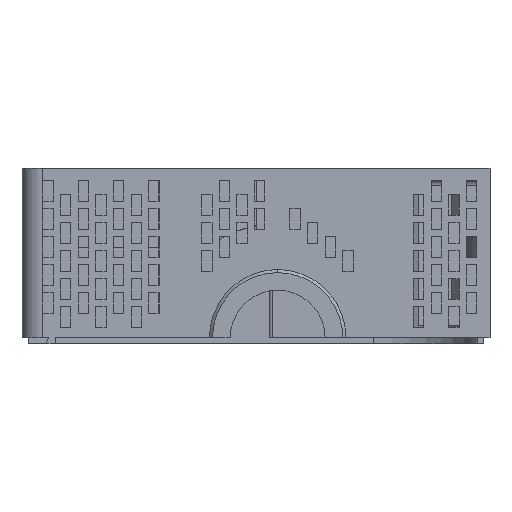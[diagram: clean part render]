
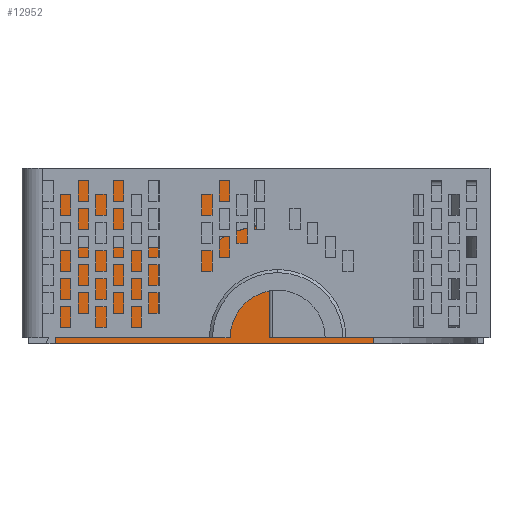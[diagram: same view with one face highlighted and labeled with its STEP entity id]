
A CAD part, front view. The second image highlights one B-rep face of the part: STEP entity #12952.
In plain terms, the highlighted planar face has unit normal (0, -1, 0).
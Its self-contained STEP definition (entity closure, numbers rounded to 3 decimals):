
#88 = CARTESIAN_POINT ( 'NONE',  ( -10.938, 91.729, -141.045 ) ) ;
#749 = VERTEX_POINT ( 'NONE', #24237 ) ;
#798 = DIRECTION ( 'NONE',  ( -1., 0., 0. ) ) ;
#925 = DIRECTION ( 'NONE',  ( 1., 0., 0. ) ) ;
#1082 = VERTEX_POINT ( 'NONE', #8971 ) ;
#1350 = EDGE_CURVE ( 'NONE', #23866, #1802, #16828, .T. ) ;
#1473 = DIRECTION ( 'NONE',  ( 0., 0., 1. ) ) ;
#1651 = ORIENTED_EDGE ( 'NONE', *, *, #5765, .T. ) ;
#1748 = CARTESIAN_POINT ( 'NONE',  ( 0., 91.729, -142.245 ) ) ;
#1802 = VERTEX_POINT ( 'NONE', #13270 ) ;
#1838 = VERTEX_POINT ( 'NONE', #8351 ) ;
#2085 = ORIENTED_EDGE ( 'NONE', *, *, #30167, .T. ) ;
#2166 = CARTESIAN_POINT ( 'NONE',  ( -29.438, 91.729, -119.695 ) ) ;
#2883 = CARTESIAN_POINT ( 'NONE',  ( -29.438, 91.729, -110.745 ) ) ;
#2982 = EDGE_CURVE ( 'NONE', #28974, #1838, #13897, .T. ) ;
#3003 = VECTOR ( 'NONE', #25769, 1000. ) ;
#3068 = LINE ( 'NONE', #21844, #15073 ) ;
#3196 = LINE ( 'NONE', #7962, #27473 ) ;
#3965 = LINE ( 'NONE', #4282, #9641 ) ;
#4252 = ORIENTED_EDGE ( 'NONE', *, *, #23156, .F. ) ;
#4282 = CARTESIAN_POINT ( 'NONE',  ( -29.438, 91.729, -130.045 ) ) ;
#4514 = CARTESIAN_POINT ( 'NONE',  ( -31.188, 91.729, -110.745 ) ) ;
#4895 = DIRECTION ( 'NONE',  ( -1., 0., 0. ) ) ;
#4990 = CARTESIAN_POINT ( 'NONE',  ( -10.938, 91.729, -142.245 ) ) ;
#5214 = VECTOR ( 'NONE', #12213, 1000. ) ;
#5385 = CARTESIAN_POINT ( 'NONE',  ( -29.438, 91.729, -119.695 ) ) ;
#5728 = DIRECTION ( 'NONE',  ( -1., 0., 0. ) ) ;
#5765 = EDGE_CURVE ( 'NONE', #16492, #29991, #25903, .T. ) ;
#6110 = LINE ( 'NONE', #17982, #9104 ) ;
#6275 = ORIENTED_EDGE ( 'NONE', *, *, #9072, .T. ) ;
#6700 = VERTEX_POINT ( 'NONE', #24357 ) ;
#7781 = CARTESIAN_POINT ( 'NONE',  ( 0., 91.729, -141.045 ) ) ;
#7812 = LINE ( 'NONE', #22251, #21760 ) ;
#7871 = ORIENTED_EDGE ( 'NONE', *, *, #27277, .T. ) ;
#7962 = CARTESIAN_POINT ( 'NONE',  ( -29.438, 91.729, -119.695 ) ) ;
#8324 = ORIENTED_EDGE ( 'NONE', *, *, #19049, .T. ) ;
#8351 = CARTESIAN_POINT ( 'NONE',  ( -73.888, 91.729, -119.695 ) ) ;
#8892 = DIRECTION ( 'NONE',  ( 1., 0., 0. ) ) ;
#8971 = CARTESIAN_POINT ( 'NONE',  ( -31.188, 91.729, -130.045 ) ) ;
#9072 = EDGE_CURVE ( 'NONE', #28576, #26317, #23171, .T. ) ;
#9082 = CARTESIAN_POINT ( 'NONE',  ( -33.588, 91.729, -141.045 ) ) ;
#9104 = VECTOR ( 'NONE', #27675, 1000. ) ;
#9316 = DIRECTION ( 'NONE',  ( 0., 0., -1. ) ) ;
#9641 = VECTOR ( 'NONE', #13950, 1000. ) ;
#9727 = DIRECTION ( 'NONE',  ( 0., 0., 1. ) ) ;
#9753 = EDGE_LOOP ( 'NONE', ( #7871, #23656, #2085, #31117, #4252, #15446, #1651, #17714, #8324, #13557, #28381, #13647, #14232, #27912, #26953, #16931, #18795, #6275 ) ) ;
#10074 = EDGE_CURVE ( 'NONE', #29991, #6700, #22508, .T. ) ;
#10121 = EDGE_CURVE ( 'NONE', #20190, #17561, #22666, .T. ) ;
#10185 = VERTEX_POINT ( 'NONE', #28355 ) ;
#10516 = VERTEX_POINT ( 'NONE', #4514 ) ;
#10853 = LINE ( 'NONE', #23389, #3003 ) ;
#11312 = CARTESIAN_POINT ( 'NONE',  ( -33.588, 91.729, -119.695 ) ) ;
#11576 = EDGE_CURVE ( 'NONE', #28974, #28576, #3068, .T. ) ;
#11751 = CARTESIAN_POINT ( 'NONE',  ( -56.138, 91.729, -119.695 ) ) ;
#11977 = VECTOR ( 'NONE', #5728, 1000. ) ;
#12078 = VECTOR ( 'NONE', #8892, 1000. ) ;
#12135 = LINE ( 'NONE', #4990, #15340 ) ;
#12213 = DIRECTION ( 'NONE',  ( -1., 0., 0. ) ) ;
#12433 = EDGE_CURVE ( 'NONE', #749, #24805, #24618, .T. ) ;
#12569 = CARTESIAN_POINT ( 'NONE',  ( -73.888, 91.729, -110.745 ) ) ;
#12952 = ADVANCED_FACE ( 'NONE', ( #31228 ), #16462, .F. ) ;
#13270 = CARTESIAN_POINT ( 'NONE',  ( -56.138, 91.729, -110.745 ) ) ;
#13412 = CARTESIAN_POINT ( 'NONE',  ( -33.588, 91.729, -130.045 ) ) ;
#13557 = ORIENTED_EDGE ( 'NONE', *, *, #12433, .T. ) ;
#13647 = ORIENTED_EDGE ( 'NONE', *, *, #25542, .T. ) ;
#13897 = LINE ( 'NONE', #2166, #14043 ) ;
#13950 = DIRECTION ( 'NONE',  ( 1., 0., 0. ) ) ;
#14043 = VECTOR ( 'NONE', #26451, 1000. ) ;
#14232 = ORIENTED_EDGE ( 'NONE', *, *, #1350, .T. ) ;
#14284 = VERTEX_POINT ( 'NONE', #16467 ) ;
#14324 = CARTESIAN_POINT ( 'NONE',  ( -73.888, 91.729, -141.045 ) ) ;
#14355 = DIRECTION ( 'NONE',  ( 0., 0., 1. ) ) ;
#14758 = CARTESIAN_POINT ( 'NONE',  ( -53.738, 91.729, -110.745 ) ) ;
#15073 = VECTOR ( 'NONE', #9316, 1000. ) ;
#15340 = VECTOR ( 'NONE', #19424, 1000. ) ;
#15446 = ORIENTED_EDGE ( 'NONE', *, *, #22424, .F. ) ;
#16462 = PLANE ( 'NONE',  #20584 ) ;
#16467 = CARTESIAN_POINT ( 'NONE',  ( -18.938, 91.729, -110.745 ) ) ;
#16492 = VERTEX_POINT ( 'NONE', #13412 ) ;
#16743 = CARTESIAN_POINT ( 'NONE',  ( -31.188, 91.729, -141.045 ) ) ;
#16812 = CARTESIAN_POINT ( 'NONE',  ( -29.438, 91.729, -110.745 ) ) ;
#16828 = LINE ( 'NONE', #26515, #26666 ) ;
#16931 = ORIENTED_EDGE ( 'NONE', *, *, #2982, .F. ) ;
#17539 = CARTESIAN_POINT ( 'NONE',  ( -76.288, 91.729, -142.245 ) ) ;
#17561 = VERTEX_POINT ( 'NONE', #88 ) ;
#17714 = ORIENTED_EDGE ( 'NONE', *, *, #10074, .T. ) ;
#17806 = CARTESIAN_POINT ( 'NONE',  ( -10.938, 91.729, -142.245 ) ) ;
#17923 = CARTESIAN_POINT ( 'NONE',  ( -76.288, 91.729, -119.695 ) ) ;
#17982 = CARTESIAN_POINT ( 'NONE',  ( -53.738, 91.729, -141.045 ) ) ;
#18795 = ORIENTED_EDGE ( 'NONE', *, *, #11576, .T. ) ;
#18933 = EDGE_CURVE ( 'NONE', #24805, #10185, #6110, .T. ) ;
#19049 = EDGE_CURVE ( 'NONE', #6700, #749, #10853, .T. ) ;
#19331 = CARTESIAN_POINT ( 'NONE',  ( -29.438, 91.729, -141.045 ) ) ;
#19424 = DIRECTION ( 'NONE',  ( 0., 0., 1. ) ) ;
#19621 = VECTOR ( 'NONE', #26388, 1000. ) ;
#19652 = LINE ( 'NONE', #16812, #5214 ) ;
#20190 = VERTEX_POINT ( 'NONE', #29524 ) ;
#20550 = EDGE_CURVE ( 'NONE', #14284, #10516, #24096, .T. ) ;
#20584 = AXIS2_PLACEMENT_3D ( 'NONE', #19331, #28545, #29020 ) ;
#21760 = VECTOR ( 'NONE', #30596, 1000. ) ;
#21844 = CARTESIAN_POINT ( 'NONE',  ( -76.288, 91.729, -141.045 ) ) ;
#22251 = CARTESIAN_POINT ( 'NONE',  ( -18.938, 91.729, -141.045 ) ) ;
#22424 = EDGE_CURVE ( 'NONE', #16492, #1082, #3965, .T. ) ;
#22508 = LINE ( 'NONE', #5385, #28341 ) ;
#22666 = LINE ( 'NONE', #7781, #31407 ) ;
#23156 = EDGE_CURVE ( 'NONE', #1082, #10516, #29576, .T. ) ;
#23171 = LINE ( 'NONE', #1748, #12078 ) ;
#23208 = VECTOR ( 'NONE', #4895, 1000. ) ;
#23371 = VECTOR ( 'NONE', #9727, 1000. ) ;
#23389 = CARTESIAN_POINT ( 'NONE',  ( -35.988, 91.729, -141.045 ) ) ;
#23656 = ORIENTED_EDGE ( 'NONE', *, *, #10121, .F. ) ;
#23866 = VERTEX_POINT ( 'NONE', #11751 ) ;
#24096 = LINE ( 'NONE', #26963, #23208 ) ;
#24237 = CARTESIAN_POINT ( 'NONE',  ( -35.988, 91.729, -110.745 ) ) ;
#24357 = CARTESIAN_POINT ( 'NONE',  ( -35.988, 91.729, -119.695 ) ) ;
#24424 = EDGE_CURVE ( 'NONE', #1838, #30226, #29545, .T. ) ;
#24618 = LINE ( 'NONE', #2883, #11977 ) ;
#24805 = VERTEX_POINT ( 'NONE', #14758 ) ;
#25200 = DIRECTION ( 'NONE',  ( -1., 0., 0. ) ) ;
#25346 = VECTOR ( 'NONE', #14355, 1000. ) ;
#25542 = EDGE_CURVE ( 'NONE', #10185, #23866, #3196, .T. ) ;
#25769 = DIRECTION ( 'NONE',  ( 0., 0., 1. ) ) ;
#25903 = LINE ( 'NONE', #9082, #19621 ) ;
#26317 = VERTEX_POINT ( 'NONE', #17806 ) ;
#26388 = DIRECTION ( 'NONE',  ( 0., 0., 1. ) ) ;
#26451 = DIRECTION ( 'NONE',  ( 1., 0., 0. ) ) ;
#26515 = CARTESIAN_POINT ( 'NONE',  ( -56.138, 91.729, -141.045 ) ) ;
#26666 = VECTOR ( 'NONE', #1473, 1000. ) ;
#26901 = EDGE_CURVE ( 'NONE', #1802, #30226, #19652, .T. ) ;
#26953 = ORIENTED_EDGE ( 'NONE', *, *, #24424, .F. ) ;
#26963 = CARTESIAN_POINT ( 'NONE',  ( -29.438, 91.729, -110.745 ) ) ;
#27277 = EDGE_CURVE ( 'NONE', #26317, #17561, #12135, .T. ) ;
#27473 = VECTOR ( 'NONE', #798, 1000. ) ;
#27675 = DIRECTION ( 'NONE',  ( 0., 0., -1. ) ) ;
#27912 = ORIENTED_EDGE ( 'NONE', *, *, #26901, .T. ) ;
#28341 = VECTOR ( 'NONE', #25200, 1000. ) ;
#28355 = CARTESIAN_POINT ( 'NONE',  ( -53.738, 91.729, -119.695 ) ) ;
#28381 = ORIENTED_EDGE ( 'NONE', *, *, #18933, .T. ) ;
#28545 = DIRECTION ( 'NONE',  ( 0., 1., 0. ) ) ;
#28576 = VERTEX_POINT ( 'NONE', #17539 ) ;
#28974 = VERTEX_POINT ( 'NONE', #17923 ) ;
#29020 = DIRECTION ( 'NONE',  ( 0., 0., 1. ) ) ;
#29524 = CARTESIAN_POINT ( 'NONE',  ( -18.938, 91.729, -141.045 ) ) ;
#29545 = LINE ( 'NONE', #14324, #23371 ) ;
#29576 = LINE ( 'NONE', #16743, #25346 ) ;
#29991 = VERTEX_POINT ( 'NONE', #11312 ) ;
#30167 = EDGE_CURVE ( 'NONE', #20190, #14284, #7812, .T. ) ;
#30226 = VERTEX_POINT ( 'NONE', #12569 ) ;
#30596 = DIRECTION ( 'NONE',  ( 0., 0., 1. ) ) ;
#31117 = ORIENTED_EDGE ( 'NONE', *, *, #20550, .T. ) ;
#31228 = FACE_OUTER_BOUND ( 'NONE', #9753, .T. ) ;
#31407 = VECTOR ( 'NONE', #925, 1000. ) ;
